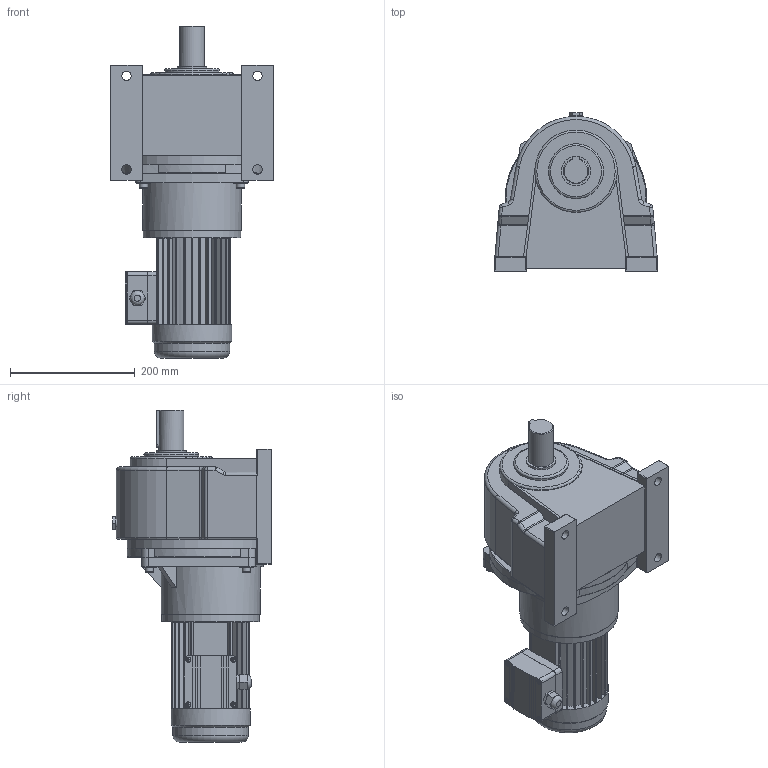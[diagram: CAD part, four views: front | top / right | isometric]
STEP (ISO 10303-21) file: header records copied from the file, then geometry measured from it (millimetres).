
FILE_DESCRIPTION(/* description */ (''),/* implementation_level */ '2;1');
FILE_NAME(/* name */ 'GH卧式高速比附三相、单相铝壳（刹车）齿轮减速马达[GH-40-400W-1000-S-G1-LD-HO].stp',/* time_stamp */ '2022-01-11T09:02:53+08:00',/* author */ ('Administrator'),/* organization */ (''),/* preprocessor_version */ 'ST-DEVELOPER v15.2',/* originating_system */ 'Autodesk Inventor 2014',/* authorisation */ '');
FILE_SCHEMA (('AUTOMOTIVE_DESIGN { 1 0 10303 214 3 1 1 }'));
Length unit declared in the file: millimetre
Products named in the file (3): STP_40_400W 1u2HP___G1_LD__HO_2__5; STP_40_400W 1u2HP___G1_LD__HO_2__1; [GH-40-400W-1000-S-G1-LD-HO]
Bounding box: 260 x 253.85 x 532 mm (x, y, z)
Volume: 12369442.8 mm3; surface area: 663919.8 mm2
Topology: 5 solids, 5 shells, 724 faces, 1808 edges, 1172 vertices
Faces by surface type: plane 559, cylinder 120, torus 24, sphere 16, bspline 3, cone 2
Full cylindrical faces by diameter (mm): 8 x4, 8.5 x4, 11 x4, 12.937 x1, 13.2 x4, 15 x4, 22 x4, 28 x1, 32.42 x1, 40 x1, 47 x1, 56 x1, 88 x1, 107.95 x1, 121 x1, 127 x1, 156.4 x1, 158.4 x1, 160 x1, 170 x1, 226.348 x1, 226.548 x1
Entity records: 21208 total; most frequent: CARTESIAN_POINT 3874, DIRECTION 3539, ORIENTED_EDGE 3458, EDGE_CURVE 1729, LINE 1329, VECTOR 1329, VERTEX_POINT 1158, AXIS2_PLACEMENT_3D 1105
